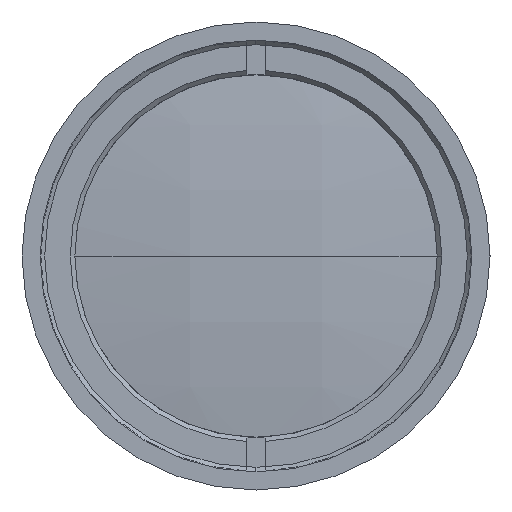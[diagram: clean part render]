
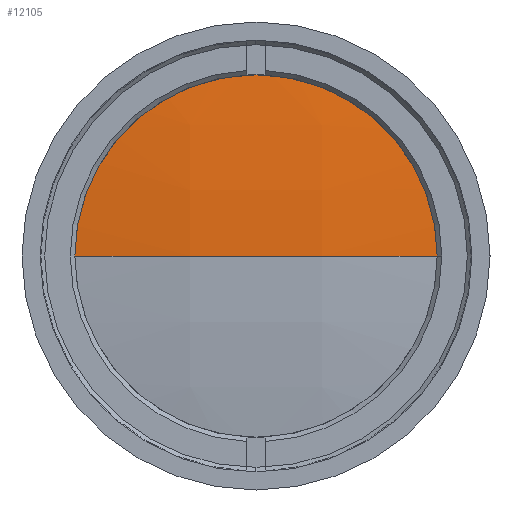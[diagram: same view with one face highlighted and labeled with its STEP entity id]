
A CAD part, left-side view. The second image highlights one B-rep face of the part: STEP entity #12105.
In plain terms, the highlighted free-form (B-spline) face has degree [3, 3] with [4, 4] control points.
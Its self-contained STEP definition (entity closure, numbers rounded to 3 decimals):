
#141 = CIRCLE ( 'NONE', #4256, 13. ) ;
#1047 = CARTESIAN_POINT ( 'NONE',  ( -63.907, -4.415, 13.122 ) ) ;
#1798 = CARTESIAN_POINT ( 'NONE',  ( -63.907, 4.415, 13.122 ) ) ;
#1928 = CARTESIAN_POINT ( 'NONE',  ( -63.583, 13.155, 4.333 ) ) ;
#2480 = CARTESIAN_POINT ( 'NONE',  ( -63.605, -13., 0. ) ) ;
#2657 = CIRCLE ( 'NONE', #11977, 13. ) ;
#2887 = DIRECTION ( 'NONE',  ( 0., 0., -1. ) ) ;
#2929 = EDGE_CURVE ( 'NONE', #7596, #10270, #8272, .T. ) ;
#3147 = CARTESIAN_POINT ( 'NONE',  ( -63.275, 13.155, 8.655 ) ) ;
#3407 = ORIENTED_EDGE ( 'NONE', *, *, #2929, .T. ) ;
#4232 = VERTEX_POINT ( 'NONE', #12457 ) ;
#4256 = AXIS2_PLACEMENT_3D ( 'NONE', #13407, #8178, #2887 ) ;
#4293 = DIRECTION ( 'NONE',  ( 0., 0., 1. ) ) ;
#4488 = ORIENTED_EDGE ( 'NONE', *, *, #12844, .F. ) ;
#5057 = CARTESIAN_POINT ( 'NONE',  ( -64.53, -4.415, 8.774 ) ) ;
#5116 = CARTESIAN_POINT ( 'NONE',  ( -63.583, -13.155, 0. ) ) ;
#5942 = CARTESIAN_POINT ( 'NONE',  ( -64.843, -4.415, 0. ) ) ;
#6067 = CARTESIAN_POINT ( 'NONE',  ( -64.843, 4.415, 4.393 ) ) ;
#6141 = CARTESIAN_POINT ( 'NONE',  ( -62.66, 13.155, 12.944 ) ) ;
#6353 = EDGE_LOOP ( 'NONE', ( #4488, #3407, #9352 ) ) ;
#7409 = DIRECTION ( 'NONE',  ( 0., 1., 0. ) ) ;
#7596 = VERTEX_POINT ( 'NONE', #9343 ) ;
#8178 = DIRECTION ( 'NONE',  ( 1., 0., 0. ) ) ;
#8272 = CIRCLE ( 'NONE', #11749, 92.216 ) ;
#9212 = CARTESIAN_POINT ( 'NONE',  ( -63.275, -13.155, 8.655 ) ) ;
#9281 = CARTESIAN_POINT ( 'NONE',  ( -63.583, -13.155, 4.333 ) ) ;
#9343 = CARTESIAN_POINT ( 'NONE',  ( -63.605, 13., 0. ) ) ;
#9352 = ORIENTED_EDGE ( 'NONE', *, *, #9436, .F. ) ;
#9436 = EDGE_CURVE ( 'NONE', #4232, #10270, #2657, .T. ) ;
#9732 =( BOUNDED_SURFACE ( )  B_SPLINE_SURFACE ( 3, 3, ( 
 ( #12447, #1928, #3147, #6141 ),
 ( #12375, #6067, #10366, #1798 ),
 ( #5942, #10229, #5057, #1047 ),
 ( #5116, #9281, #9212, #10105 ) ),
 .UNSPECIFIED., .F., .F., .T. ) 
 B_SPLINE_SURFACE_WITH_KNOTS ( ( 4, 4 ),
 ( 4, 4 ),
 ( 0., 1. ),
 ( 0., 1. ),
 .UNSPECIFIED. ) 
 GEOMETRIC_REPRESENTATION_ITEM ( )  RATIONAL_B_SPLINE_SURFACE ( (
 ( 1., 0.998, 0.998, 1.),
 ( 0.993, 0.992, 0.992, 0.993),
 ( 0.993, 0.992, 0.992, 0.993),
 ( 1., 0.998, 0.998, 1.) ) ) 
 REPRESENTATION_ITEM ( '' )  SURFACE ( )  );
#9855 = DIRECTION ( 'NONE',  ( 1., 0., 0. ) ) ;
#10105 = CARTESIAN_POINT ( 'NONE',  ( -62.66, -13.155, 12.944 ) ) ;
#10229 = CARTESIAN_POINT ( 'NONE',  ( -64.843, -4.415, 4.393 ) ) ;
#10270 = VERTEX_POINT ( 'NONE', #2480 ) ;
#10366 = CARTESIAN_POINT ( 'NONE',  ( -64.53, 4.415, 8.774 ) ) ;
#10756 = DIRECTION ( 'NONE',  ( 0., 0., -1. ) ) ;
#11308 = FACE_OUTER_BOUND ( 'NONE', #6353, .T. ) ;
#11689 = CARTESIAN_POINT ( 'NONE',  ( -63.605, 0., 0. ) ) ;
#11749 = AXIS2_PLACEMENT_3D ( 'NONE', #12503, #4293, #7409 ) ;
#11977 = AXIS2_PLACEMENT_3D ( 'NONE', #11689, #9855, #10756 ) ;
#12105 = ADVANCED_FACE ( 'NONE', ( #11308 ), #9732, .T. ) ;
#12375 = CARTESIAN_POINT ( 'NONE',  ( -64.843, 4.415, 0. ) ) ;
#12447 = CARTESIAN_POINT ( 'NONE',  ( -63.583, 13.155, 0. ) ) ;
#12457 = CARTESIAN_POINT ( 'NONE',  ( -63.605, 0., 13. ) ) ;
#12503 = CARTESIAN_POINT ( 'NONE',  ( 27.69, 0., 0. ) ) ;
#12844 = EDGE_CURVE ( 'NONE', #7596, #4232, #141, .T. ) ;
#13407 = CARTESIAN_POINT ( 'NONE',  ( -63.605, 0., 0. ) ) ;
